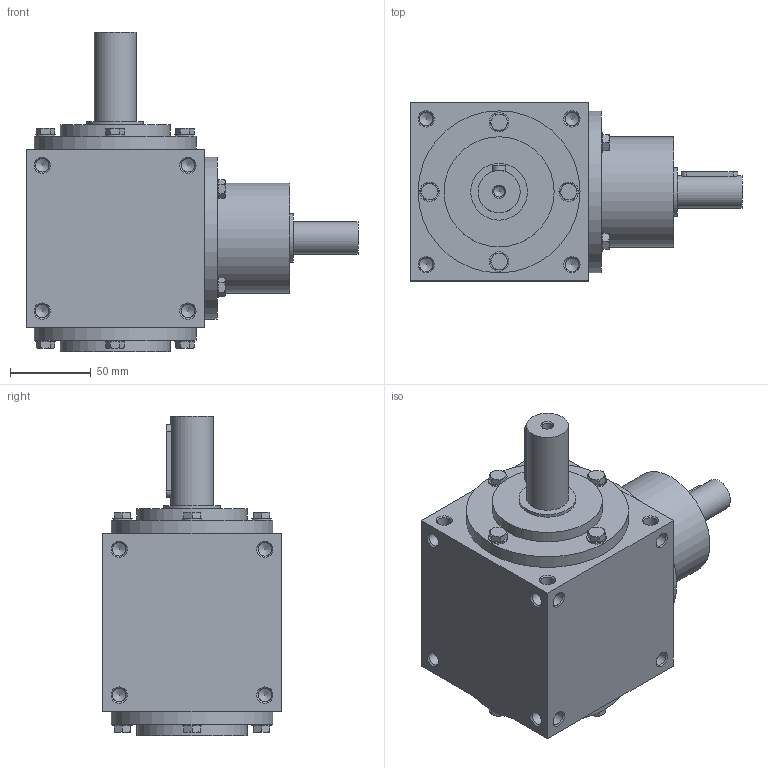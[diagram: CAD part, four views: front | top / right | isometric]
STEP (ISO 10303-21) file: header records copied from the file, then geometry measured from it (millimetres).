
FILE_DESCRIPTION( ( 'STEP AP214' ), ' ' );
FILE_NAME( 'RS110_S9_R.1_1.5.stp', '2017-10-01T14:07:22', ( '' ), ( '' ), ' ', 'PARTsolutions', ' ' );
FILE_SCHEMA( ( 'AUTOMOTIVE_DESIGN { 1 0 10303 214 1 1 1 1 }' ) );
Length unit declared in the file: millimetre
Products named in the file (5): RS110_S9_R.1/1.5; _RS1109-case; _RC110-shaft; _RC_RR110-screw; _RS110-proshaft
Assembly tree (15 placements, depth 2):
  RS110_S9_R.1/1.5
    _RS1109-case
    _RC110-shaft
    _RC_RR110-screw  x12
    _RS110-proshaft
Bounding box: 205 x 110 x 197 mm (x, y, z)
Volume: 1751590.6 mm3; surface area: 148557.5 mm2
Topology: 15 solids, 15 shells, 336 faces, 825 edges, 511 vertices
Faces by surface type: plane 134, cone 124, cylinder 78
Full cylindrical faces by diameter (mm): 6.647 x2, 8.376 x48, 12 x12, 20 x1, 26 x1, 30 x2, 35 x2, 68 x3, 100 x3
Entity records: 5762 total; most frequent: CARTESIAN_POINT 866, DIRECTION 812, ORIENTED_EDGE 532, AXIS2_PLACEMENT_3D 386, EDGE_LOOP 288, EDGE_CURVE 266, VERTEX_POINT 236, FACE_OUTER_BOUND 223
